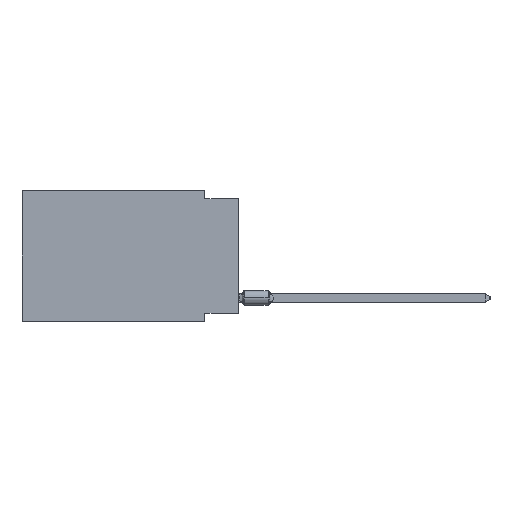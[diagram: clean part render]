
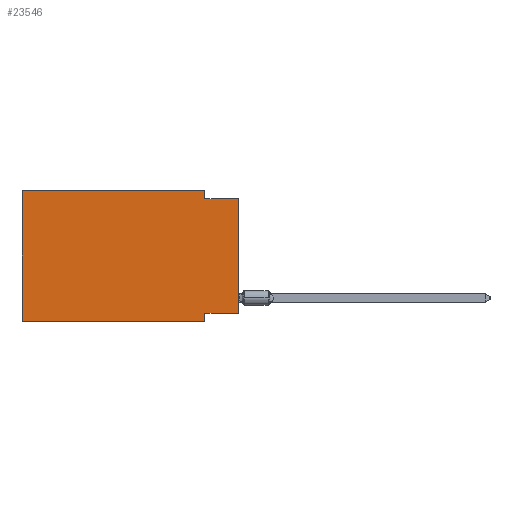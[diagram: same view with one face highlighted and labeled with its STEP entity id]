
A CAD part, left-side view. The second image highlights one B-rep face of the part: STEP entity #23546.
In plain terms, the highlighted planar face has unit normal (-1, 0, 0).
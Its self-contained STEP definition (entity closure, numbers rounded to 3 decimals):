
#241 = DIRECTION ( 'NONE',  ( 0., -1., 0. ) ) ;
#341 = LINE ( 'NONE', #40893, #32381 ) ;
#1104 = ORIENTED_EDGE ( 'NONE', *, *, #38060, .F. ) ;
#1784 = CARTESIAN_POINT ( 'NONE',  ( 0., 0., -0.635 ) ) ;
#2262 = LINE ( 'NONE', #29603, #21821 ) ;
#3859 = CARTESIAN_POINT ( 'NONE',  ( 0., 16.383, 0. ) ) ;
#4558 = CARTESIAN_POINT ( 'NONE',  ( 0., 2.54, -0.635 ) ) ;
#4930 = LINE ( 'NONE', #21732, #27404 ) ;
#6179 = DIRECTION ( 'NONE',  ( 0., 0., 1. ) ) ;
#6797 = LINE ( 'NONE', #37918, #38164 ) ;
#7769 = EDGE_CURVE ( 'NONE', #30347, #23971, #11575, .T. ) ;
#8270 = EDGE_CURVE ( 'NONE', #33970, #26018, #23558, .T. ) ;
#9119 = CARTESIAN_POINT ( 'NONE',  ( 0., 2.54, -9.271 ) ) ;
#9702 = EDGE_LOOP ( 'NONE', ( #19495, #15846, #1104, #22716, #30743, #25095, #43765, #26977 ) ) ;
#10023 = CARTESIAN_POINT ( 'NONE',  ( 0., 16.383, -9.906 ) ) ;
#10157 = DIRECTION ( 'NONE',  ( 0., 1., 0. ) ) ;
#10895 = VERTEX_POINT ( 'NONE', #20630 ) ;
#11575 = LINE ( 'NONE', #32191, #35732 ) ;
#15846 = ORIENTED_EDGE ( 'NONE', *, *, #31164, .F. ) ;
#15910 = VERTEX_POINT ( 'NONE', #1784 ) ;
#16650 = FACE_OUTER_BOUND ( 'NONE', #9702, .T. ) ;
#16959 = VECTOR ( 'NONE', #6179, 1000. ) ;
#17529 = DIRECTION ( 'NONE',  ( 1., 0., 0. ) ) ;
#18592 = DIRECTION ( 'NONE',  ( 0., -1., 0. ) ) ;
#19495 = ORIENTED_EDGE ( 'NONE', *, *, #34748, .T. ) ;
#19504 = VECTOR ( 'NONE', #37250, 1000. ) ;
#19844 = CARTESIAN_POINT ( 'NONE',  ( 0., 0., 0. ) ) ;
#20630 = CARTESIAN_POINT ( 'NONE',  ( 0., 0., -9.271 ) ) ;
#21732 = CARTESIAN_POINT ( 'NONE',  ( 0., 16.383, -9.906 ) ) ;
#21821 = VECTOR ( 'NONE', #35872, 1000. ) ;
#22641 = EDGE_CURVE ( 'NONE', #42637, #23971, #4930, .T. ) ;
#22716 = ORIENTED_EDGE ( 'NONE', *, *, #8270, .F. ) ;
#23030 = EDGE_CURVE ( 'NONE', #42637, #33970, #341, .T. ) ;
#23449 = EDGE_CURVE ( 'NONE', #10895, #30347, #6797, .T. ) ;
#23546 = ADVANCED_FACE ( 'NONE', ( #16650 ), #30322, .F. ) ;
#23558 = LINE ( 'NONE', #30933, #36490 ) ;
#23602 = CARTESIAN_POINT ( 'NONE',  ( 0., 2.54, 0. ) ) ;
#23971 = VERTEX_POINT ( 'NONE', #28444 ) ;
#25095 = ORIENTED_EDGE ( 'NONE', *, *, #22641, .T. ) ;
#26018 = VERTEX_POINT ( 'NONE', #36882 ) ;
#26977 = ORIENTED_EDGE ( 'NONE', *, *, #23449, .F. ) ;
#27163 = CARTESIAN_POINT ( 'NONE',  ( 0., 16.383, 0. ) ) ;
#27404 = VECTOR ( 'NONE', #18592, 1000. ) ;
#27846 = DIRECTION ( 'NONE',  ( 0., 0., -1. ) ) ;
#28444 = CARTESIAN_POINT ( 'NONE',  ( 0., 2.54, -9.906 ) ) ;
#28828 = DIRECTION ( 'NONE',  ( 0., 0., -1. ) ) ;
#29603 = CARTESIAN_POINT ( 'NONE',  ( 0., 0., -0.635 ) ) ;
#30313 = AXIS2_PLACEMENT_3D ( 'NONE', #3859, #17529, #27846 ) ;
#30322 = PLANE ( 'NONE',  #30313 ) ;
#30347 = VERTEX_POINT ( 'NONE', #9119 ) ;
#30596 = LINE ( 'NONE', #19844, #16959 ) ;
#30743 = ORIENTED_EDGE ( 'NONE', *, *, #23030, .F. ) ;
#30933 = CARTESIAN_POINT ( 'NONE',  ( 0., 16.383, 0. ) ) ;
#31164 = EDGE_CURVE ( 'NONE', #34839, #15910, #2262, .T. ) ;
#32191 = CARTESIAN_POINT ( 'NONE',  ( 0., 2.54, -9.906 ) ) ;
#32381 = VECTOR ( 'NONE', #40681, 1000. ) ;
#33970 = VERTEX_POINT ( 'NONE', #27163 ) ;
#34748 = EDGE_CURVE ( 'NONE', #10895, #15910, #30596, .T. ) ;
#34839 = VERTEX_POINT ( 'NONE', #4558 ) ;
#35732 = VECTOR ( 'NONE', #28828, 1000. ) ;
#35872 = DIRECTION ( 'NONE',  ( 0., -1., 0. ) ) ;
#36490 = VECTOR ( 'NONE', #241, 1000. ) ;
#36882 = CARTESIAN_POINT ( 'NONE',  ( 0., 2.54, 0. ) ) ;
#37038 = LINE ( 'NONE', #23602, #19504 ) ;
#37250 = DIRECTION ( 'NONE',  ( 0., 0., -1. ) ) ;
#37918 = CARTESIAN_POINT ( 'NONE',  ( 0., 0., -9.271 ) ) ;
#38060 = EDGE_CURVE ( 'NONE', #26018, #34839, #37038, .T. ) ;
#38164 = VECTOR ( 'NONE', #10157, 1000. ) ;
#40681 = DIRECTION ( 'NONE',  ( 0., 0., 1. ) ) ;
#40893 = CARTESIAN_POINT ( 'NONE',  ( 0., 16.383, 0. ) ) ;
#42637 = VERTEX_POINT ( 'NONE', #10023 ) ;
#43765 = ORIENTED_EDGE ( 'NONE', *, *, #7769, .F. ) ;
